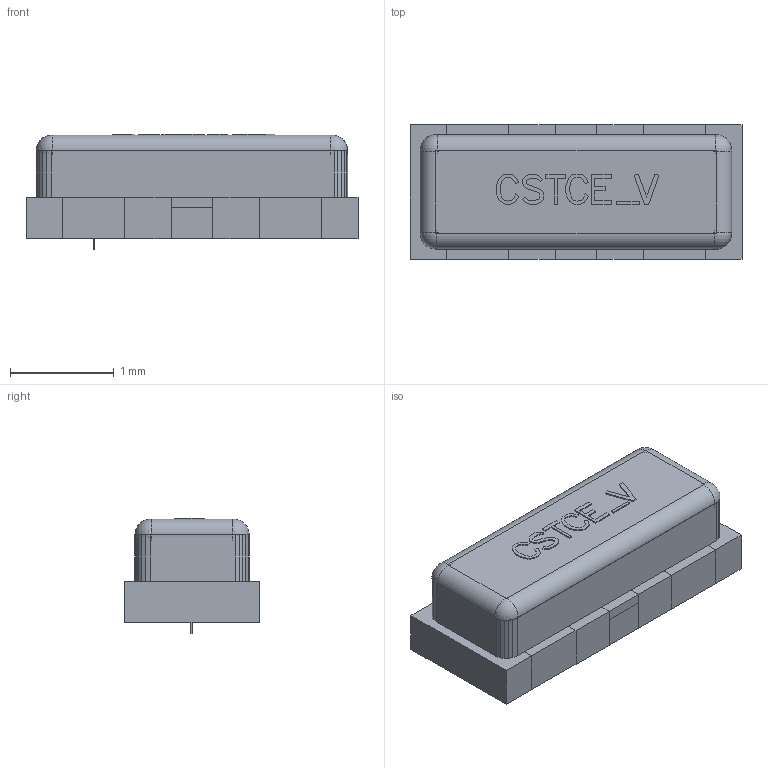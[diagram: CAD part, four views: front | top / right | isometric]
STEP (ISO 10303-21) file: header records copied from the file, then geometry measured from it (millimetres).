
FILE_DESCRIPTION (( 'STEP AP214' ), '1' );
FILE_NAME ('SW3dPS-CSTCE_V-1.STEP', '2009-09-15T08:04:04', ( 'SysAdmin' ), ( 'SolidWorks' ), 'SwSTEP 2.0', 'SolidWorks 2009', '' );
FILE_SCHEMA (( 'AUTOMOTIVE_DESIGN' ));
Length unit declared in the file: millimetre
Products named in the file (35): SW3dPS-CSTCE_V-1_453566289; SW3dPS-CSTCE_V-1_453565777; SW3dPS-CSTCE_V-1_Cylinder3; SW3dPS-CSTCE_V-1_453331489; SW3dPS-CSTCE_V-1_Extruded22; SW3dPS-CSTCE_V-1_453563729; SW3dPS-CSTCE_V-1_Extruded24; SW3dPS-CSTCE_V-1_Extruded13; SW3dPS-CSTCE_V-1_Extruded19; SW3dPS-CSTCE_V-1_453330369; SW3dPS-CSTCE_V-1_453565521; SW3dPS-CSTCE_V-1_Cylinder2; SW3dPS-CSTCE_V-1_453331041; SW3dPS-CSTCE_V-1_Sphere1; SW3dPS-CSTCE_V-1_Free-Models1; SW3dPS-CSTCE_V-1_Board1; SW3dPS-CSTCE_V-1; SW3dPS-CSTCE_V-1_453557585; SW3dPS-CSTCE_V-1_Extruded20; SW3dPS-CSTCE_V-1_453563857; SW3dPS-CSTCE_V-1_Extruded17; SW3dPS-CSTCE_V-1_453563601; SW3dPS-CSTCE_V-1_Extruded15; SW3dPS-CSTCE_V-1_453566801; SW3dPS-CSTCE_V-1_Extruded21; SW3dPS-CSTCE_V-1_453565905; SW3dPS-CSTCE_V-1_Extruded23; SW3dPS-CSTCE_V-1_453567057; SW3dPS-CSTCE_V-1_Extruded25; SW3dPS-CSTCE_V-1_453562833; SW3dPS-CSTCE_V-1_Extruded14; SW3dPS-CSTCE_V-1_453563985; SW3dPS-CSTCE_V-1_Extruded16; SW3dPS-CSTCE_V-1_453562065; SW3dPS-CSTCE_V-1_Extruded18
Assembly tree (43 placements, depth 4):
  SW3dPS-CSTCE_V-1
    SW3dPS-CSTCE_V-1_Free-Models1
      SW3dPS-CSTCE_V-1_453565777  x2
        SW3dPS-CSTCE_V-1_Extruded24
      SW3dPS-CSTCE_V-1_453562065
        SW3dPS-CSTCE_V-1_Extruded16
      SW3dPS-CSTCE_V-1_453562833  x2
        SW3dPS-CSTCE_V-1_Extruded18
      SW3dPS-CSTCE_V-1_453563985  x2
        SW3dPS-CSTCE_V-1_Extruded14
      SW3dPS-CSTCE_V-1_453565521
        SW3dPS-CSTCE_V-1_Extruded19
      SW3dPS-CSTCE_V-1_453330369  x4
        SW3dPS-CSTCE_V-1_Sphere1
      SW3dPS-CSTCE_V-1_453563729  x2
        SW3dPS-CSTCE_V-1_Extruded22
      SW3dPS-CSTCE_V-1_453331489  x2
        SW3dPS-CSTCE_V-1_Cylinder3
      SW3dPS-CSTCE_V-1_453563601
        SW3dPS-CSTCE_V-1_Extruded17
      SW3dPS-CSTCE_V-1_453331041  x2
        SW3dPS-CSTCE_V-1_Cylinder2
      SW3dPS-CSTCE_V-1_453566289
        SW3dPS-CSTCE_V-1_Extruded13
      SW3dPS-CSTCE_V-1_453565905
        SW3dPS-CSTCE_V-1_Extruded21
      SW3dPS-CSTCE_V-1_453557585
        SW3dPS-CSTCE_V-1_Extruded15
      SW3dPS-CSTCE_V-1_453566801
        SW3dPS-CSTCE_V-1_Extruded25
      SW3dPS-CSTCE_V-1_453567057
        SW3dPS-CSTCE_V-1_Extruded23
      SW3dPS-CSTCE_V-1_453563857
        SW3dPS-CSTCE_V-1_Extruded20
    SW3dPS-CSTCE_V-1_Board1
Bounding box: 3.2 x 1.3 x 1.12 mm (x, y, z)
Volume: 4 mm3; surface area: 43.3 mm2
Topology: 26 solids, 26 shells, 255 faces, 641 edges, 422 vertices
Faces by surface type: plane 239, sphere 8, cylinder 8
Entity records: 6738 total; most frequent: CARTESIAN_POINT 1025, DIRECTION 976, ORIENTED_EDGE 928, EDGE_CURVE 464, VECTOR 454, LINE 454, VERTEX_POINT 310, AXIS2_PLACEMENT_3D 261
